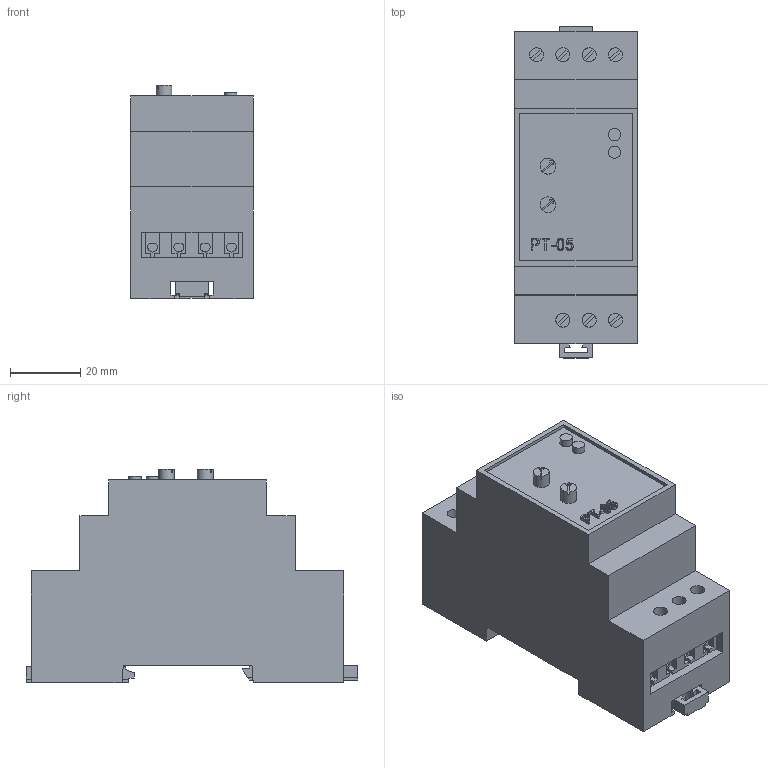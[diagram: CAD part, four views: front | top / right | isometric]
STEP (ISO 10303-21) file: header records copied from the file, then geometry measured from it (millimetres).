
FILE_DESCRIPTION(('STEP AP214'), '1');
FILE_NAME('ÐÒ-05', '', ('UNSPECIFIED'), ('UNSPECIFIED'), 'ASCON STEP Converter 1.3', 'ASCON Math Kernel', '');
FILE_SCHEMA(('AUTOMOTIVE_DESIGN { 1 0 10303 214 3 1 1}'));
Length unit declared in the file: millimetre
Bounding box: 35 x 94.7 x 60.79 mm (x, y, z)
Volume: 37665.6 mm3; surface area: 41528.3 mm2
Topology: 2 solids, 4 shells, 498 faces, 1375 edges, 914 vertices
Faces by surface type: plane 315, cylinder 183
Full cylindrical faces by diameter (mm): 3.5 x2, 4 x7, 4.5 x2
Entity records: 19898 total; most frequent: CARTESIAN_POINT 2777, DIRECTION 2762, ORIENTED_EDGE 2728, EDGE_CURVE 1364, LINE 964, VECTOR 964, VERTEX_POINT 914, AXIS2_PLACEMENT_3D 899
